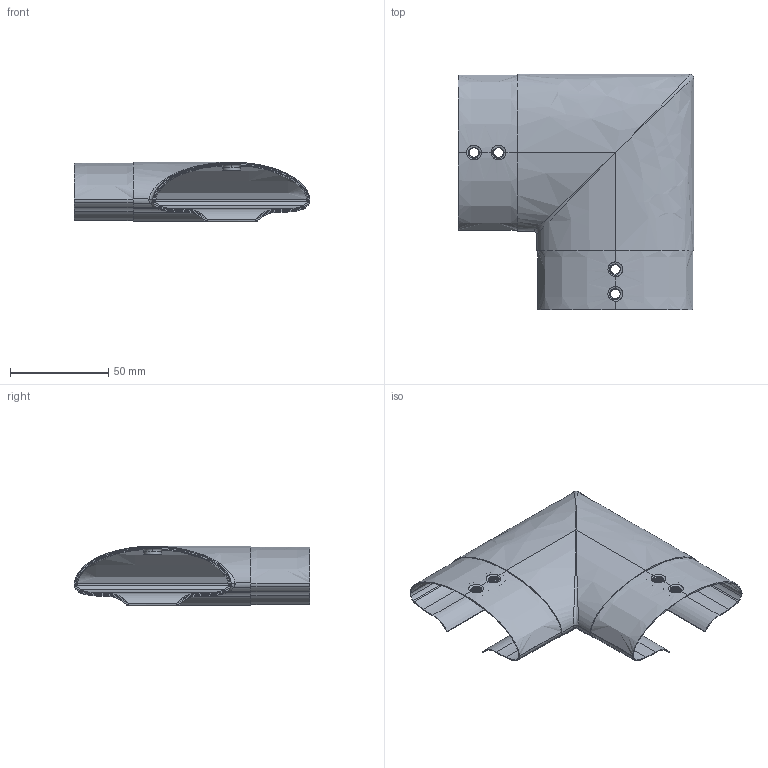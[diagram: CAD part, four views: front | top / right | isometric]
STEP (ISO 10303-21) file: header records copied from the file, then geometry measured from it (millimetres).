
FILE_DESCRIPTION(/* description */ (''),/* implementation_level */ '2;1');
FILE_NAME(/* name */ '1634_Cosch_Edelstahltechnik.stp',/* time_stamp */ '2018-06-15T23:12:15+02:00',/* author */ (''),/* organization */ (''),/* preprocessor_version */ 'ST-DEVELOPER v16',/* originating_system */ 'SIEMENS PLM Software NX 11.0',/* authorisation */ '');
FILE_SCHEMA (('AUTOMOTIVE_DESIGN { 1 0 10303 214 3 1 1 1 }'));
Length unit declared in the file: millimetre
Products named in the file (1): Goge13A0C3A0dcpk
Bounding box: 119.95 x 119.95 x 30.3 mm (x, y, z)
Volume: 28289.5 mm3; surface area: 50530.8 mm2
Topology: 1 solids, 1 shells, 174 faces, 482 edges, 307 vertices
Faces by surface type: cylinder 116, bspline 34, extrusion 16, plane 8
Full cylindrical faces by diameter (mm): 9 x4
Entity records: 13764 total; most frequent: CARTESIAN_POINT 9483, ORIENTED_EDGE 944, DIRECTION 836, EDGE_CURVE 472, AXIS2_PLACEMENT_3D 346, VERTEX_POINT 302, EDGE_LOOP 184, CIRCLE 178
